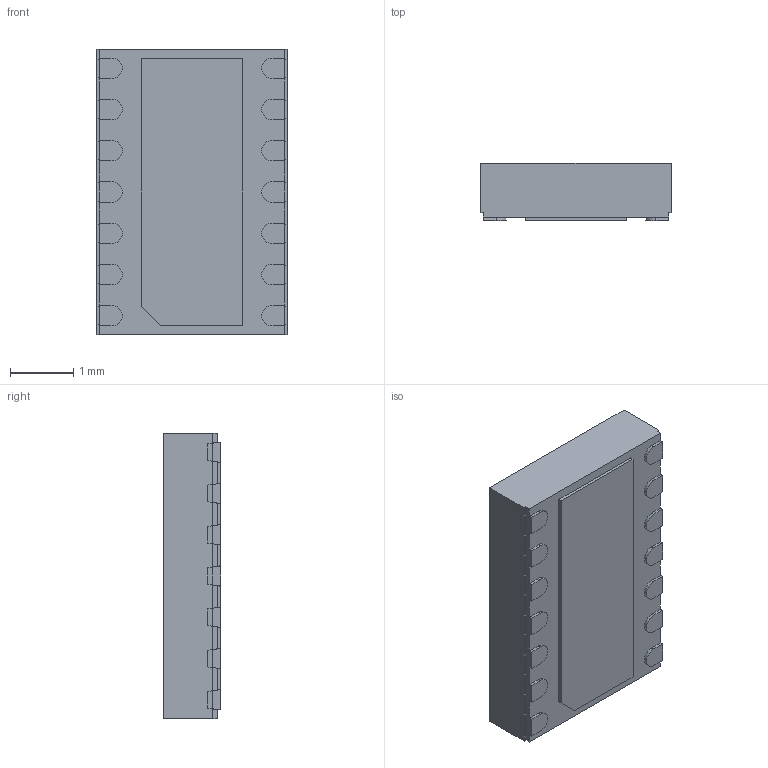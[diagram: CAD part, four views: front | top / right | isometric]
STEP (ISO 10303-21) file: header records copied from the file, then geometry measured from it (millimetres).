
FILE_DESCRIPTION (( 'STEP AP214' ), '1' );
FILE_NAME ('MCP2518FDT-E_QBB.STEP', '2024-02-06T13:09:10', ( 'LENOVO' ), ( '' ), 'SwSTEP 2.0', 'SolidWorks 2021', '' );
FILE_SCHEMA (( 'AUTOMOTIVE_DESIGN' ));
Length unit declared in the file: millimetre
Products named in the file (1): MCP2518FDT-E_QBB
Bounding box: 3 x 0.9 x 4.5 mm (x, y, z)
Volume: 11.9 mm3; surface area: 64.9 mm2
Topology: 17 solids, 17 shells, 226 faces, 570 edges, 380 vertices
Faces by surface type: plane 194, cone 28, cylinder 4
Entity records: 6876 total; most frequent: CARTESIAN_POINT 1177, ORIENTED_EDGE 1140, DIRECTION 1088, EDGE_CURVE 570, VECTOR 506, LINE 506, VERTEX_POINT 380, AXIS2_PLACEMENT_3D 291
